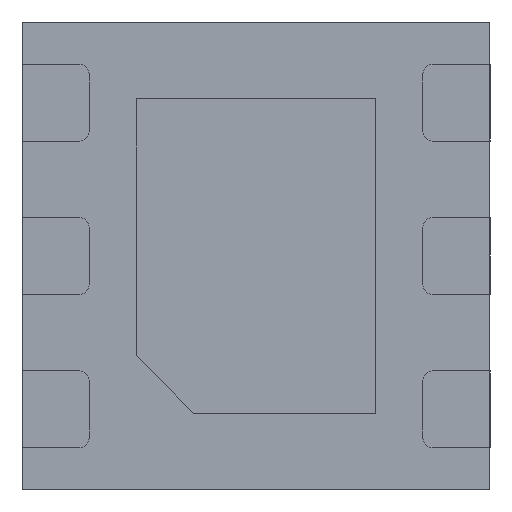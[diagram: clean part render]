
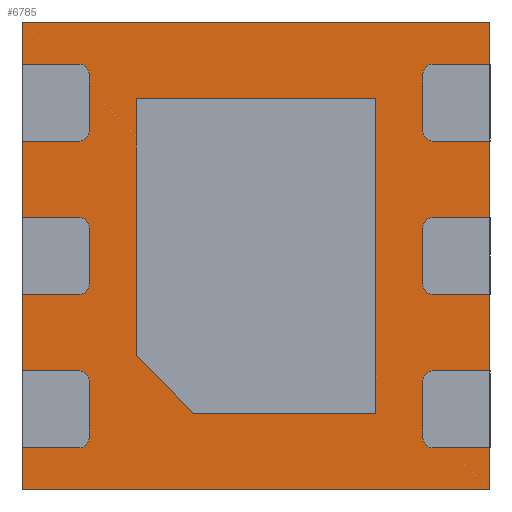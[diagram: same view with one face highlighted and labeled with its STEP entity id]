
A CAD part, front view. The second image highlights one B-rep face of the part: STEP entity #6785.
In plain terms, the highlighted planar face has unit normal (0, -1, 0).
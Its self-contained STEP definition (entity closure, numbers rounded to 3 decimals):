
#531 = CARTESIAN_POINT ( 'NONE',  ( 1.22, 0., -1.22 ) ) ;
#686 = EDGE_LOOP ( 'NONE', ( #7338, #4603, #3093, #6029 ) ) ;
#1208 = VERTEX_POINT ( 'NONE', #531 ) ;
#1421 = VECTOR ( 'NONE', #4573, 1000. ) ;
#1521 = VERTEX_POINT ( 'NONE', #2727 ) ;
#1780 = EDGE_CURVE ( 'NONE', #1208, #12158, #4914, .T. ) ;
#2042 = VECTOR ( 'NONE', #12144, 1000. ) ;
#2335 = CARTESIAN_POINT ( 'NONE',  ( 1.22, 0., 1.22 ) ) ;
#2727 = CARTESIAN_POINT ( 'NONE',  ( -1.22, 0., 1.22 ) ) ;
#2975 = CARTESIAN_POINT ( 'NONE',  ( 0., 0., 0. ) ) ;
#3093 = ORIENTED_EDGE ( 'NONE', *, *, #12065, .F. ) ;
#3662 = EDGE_CURVE ( 'NONE', #10898, #1521, #7844, .T. ) ;
#4226 = EDGE_CURVE ( 'NONE', #10898, #1208, #8591, .T. ) ;
#4573 = DIRECTION ( 'NONE',  ( 1., 0., 0. ) ) ;
#4603 = ORIENTED_EDGE ( 'NONE', *, *, #1780, .T. ) ;
#4914 = LINE ( 'NONE', #9083, #10066 ) ;
#6029 = ORIENTED_EDGE ( 'NONE', *, *, #3662, .F. ) ;
#6785 = ADVANCED_FACE ( 'NONE', ( #13707 ), #8338, .T. ) ;
#7338 = ORIENTED_EDGE ( 'NONE', *, *, #4226, .T. ) ;
#7789 = DIRECTION ( 'NONE',  ( 1., 0., 0. ) ) ;
#7844 = LINE ( 'NONE', #13054, #2042 ) ;
#8338 = PLANE ( 'NONE',  #12727 ) ;
#8591 = LINE ( 'NONE', #8805, #1421 ) ;
#8805 = CARTESIAN_POINT ( 'NONE',  ( -1.22, 0., -1.22 ) ) ;
#9083 = CARTESIAN_POINT ( 'NONE',  ( 1.22, 0., -1.22 ) ) ;
#9293 = DIRECTION ( 'NONE',  ( 0., 0., 1. ) ) ;
#10066 = VECTOR ( 'NONE', #9293, 1000. ) ;
#10793 = CARTESIAN_POINT ( 'NONE',  ( -1.22, 0., 1.22 ) ) ;
#10898 = VERTEX_POINT ( 'NONE', #11859 ) ;
#11707 = DIRECTION ( 'NONE',  ( 0., -1., 0. ) ) ;
#11859 = CARTESIAN_POINT ( 'NONE',  ( -1.22, 0., -1.22 ) ) ;
#11865 = LINE ( 'NONE', #10793, #11955 ) ;
#11955 = VECTOR ( 'NONE', #7789, 1000. ) ;
#12065 = EDGE_CURVE ( 'NONE', #1521, #12158, #11865, .T. ) ;
#12144 = DIRECTION ( 'NONE',  ( 0., 0., 1. ) ) ;
#12158 = VERTEX_POINT ( 'NONE', #2335 ) ;
#12727 = AXIS2_PLACEMENT_3D ( 'NONE', #2975, #11707, #13773 ) ;
#13054 = CARTESIAN_POINT ( 'NONE',  ( -1.22, 0., -1.22 ) ) ;
#13707 = FACE_OUTER_BOUND ( 'NONE', #686, .T. ) ;
#13773 = DIRECTION ( 'NONE',  ( 0., 0., -1. ) ) ;
